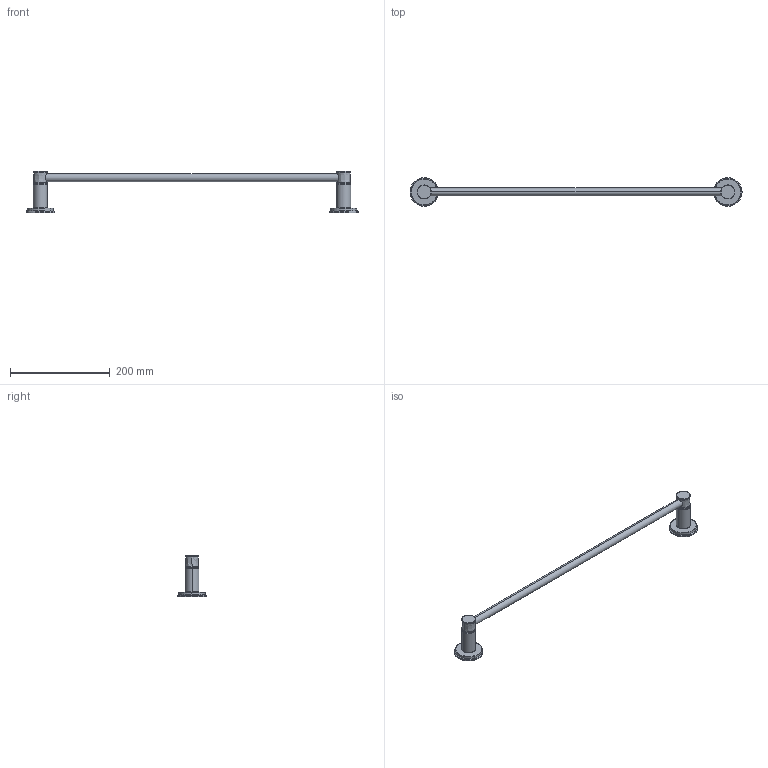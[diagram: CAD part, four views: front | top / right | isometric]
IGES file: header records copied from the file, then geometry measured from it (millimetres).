
Start section:  PTC IGES file: 3270-1250.igs
Global section: file name: 3270-1250.igs; native system: Creo Parametric by PTC Inc.; preprocessor: 2023134; author: SwamiS; organization: Unknown; date: 20250421.175243; units: inch
Bounding box: 666.75 x 57.15 x 82.55 mm (x, y, z)
Surface area: 86126.7 mm2 (no closed solid volume)
Topology: 0 solids, 0 shells, 142 faces, 568 edges, 564 vertices
Faces by surface type: revolution 124, bspline 18
